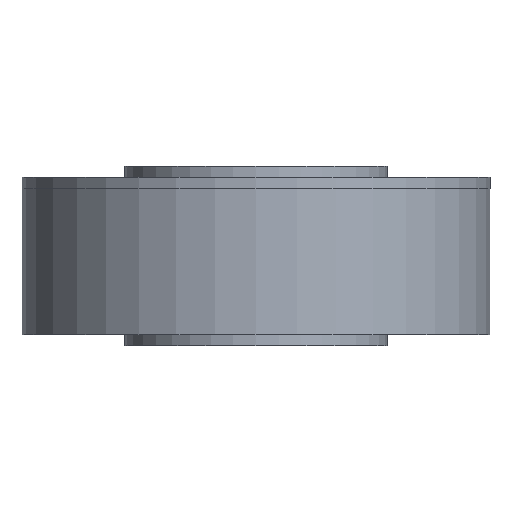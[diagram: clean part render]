
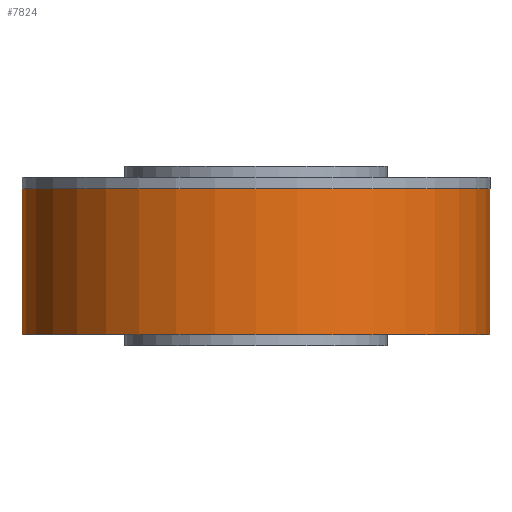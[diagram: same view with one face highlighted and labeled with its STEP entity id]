
A CAD part, left-side view. The second image highlights one B-rep face of the part: STEP entity #7824.
In plain terms, the highlighted cylindrical face has radius 62.5 mm (diameter 125 mm), a full revolution.
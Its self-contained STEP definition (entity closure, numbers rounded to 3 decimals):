
#177 = DIRECTION ( 'NONE',  ( 0., 0., -1. ) ) ;
#566 = CIRCLE ( 'NONE', #13247, 62.5 ) ;
#1273 = EDGE_CURVE ( 'NONE', #1389, #1389, #6958, .T. ) ;
#1389 = VERTEX_POINT ( 'NONE', #10717 ) ;
#1569 = CARTESIAN_POINT ( 'NONE',  ( 60.6, 15.293, -14. ) ) ;
#2401 = FACE_OUTER_BOUND ( 'NONE', #15665, .T. ) ;
#2414 = CIRCLE ( 'NONE', #22651, 62.5 ) ;
#3155 = DIRECTION ( 'NONE',  ( 0., -1., 0. ) ) ;
#3946 = EDGE_LOOP ( 'NONE', ( #16153, #18861, #19965, #7942 ) ) ;
#4118 = CARTESIAN_POINT ( 'NONE',  ( 0., 0., -14. ) ) ;
#4667 = VERTEX_POINT ( 'NONE', #24339 ) ;
#4779 = VERTEX_POINT ( 'NONE', #13273 ) ;
#4960 = CARTESIAN_POINT ( 'NONE',  ( 0., 0., 4. ) ) ;
#5395 = DIRECTION ( 'NONE',  ( 0., 0., -1. ) ) ;
#6958 = CIRCLE ( 'NONE', #20856, 62.5 ) ;
#7275 = LINE ( 'NONE', #1569, #14197 ) ;
#7824 = ADVANCED_FACE ( 'NONE', ( #15194, #2401, #11468 ), #15316, .T. ) ;
#7874 = DIRECTION ( 'NONE',  ( 0., 1., 0. ) ) ;
#7942 = ORIENTED_EDGE ( 'NONE', *, *, #18498, .T. ) ;
#8255 = VECTOR ( 'NONE', #21698, 1000. ) ;
#8657 = ORIENTED_EDGE ( 'NONE', *, *, #13302, .T. ) ;
#10683 = VERTEX_POINT ( 'NONE', #24220 ) ;
#10717 = CARTESIAN_POINT ( 'NONE',  ( 0., 62.5, -35. ) ) ;
#11468 = FACE_OUTER_BOUND ( 'NONE', #15759, .T. ) ;
#11475 = AXIS2_PLACEMENT_3D ( 'NONE', #4960, #18153, #22257 ) ;
#13247 = AXIS2_PLACEMENT_3D ( 'NONE', #20675, #24016, #3155 ) ;
#13273 = CARTESIAN_POINT ( 'NONE',  ( 60.6, -15.293, -29.1 ) ) ;
#13302 = EDGE_CURVE ( 'NONE', #10683, #10683, #13851, .T. ) ;
#13342 = ORIENTED_EDGE ( 'NONE', *, *, #1273, .F. ) ;
#13851 = CIRCLE ( 'NONE', #11475, 62.5 ) ;
#14197 = VECTOR ( 'NONE', #16722, 1000. ) ;
#14452 = CARTESIAN_POINT ( 'NONE',  ( 60.6, 15.293, -29.1 ) ) ;
#15194 = FACE_BOUND ( 'NONE', #3946, .T. ) ;
#15316 = CYLINDRICAL_SURFACE ( 'NONE', #18239, 62.5 ) ;
#15567 = DIRECTION ( 'NONE',  ( 0., 1., 0. ) ) ;
#15665 = EDGE_LOOP ( 'NONE', ( #13342 ) ) ;
#15759 = EDGE_LOOP ( 'NONE', ( #8657 ) ) ;
#16153 = ORIENTED_EDGE ( 'NONE', *, *, #23033, .T. ) ;
#16352 = LINE ( 'NONE', #23688, #8255 ) ;
#16722 = DIRECTION ( 'NONE',  ( 0., 0., -1. ) ) ;
#16828 = CARTESIAN_POINT ( 'NONE',  ( 0., 0., -35. ) ) ;
#18153 = DIRECTION ( 'NONE',  ( 0., 0., -1. ) ) ;
#18239 = AXIS2_PLACEMENT_3D ( 'NONE', #4118, #22769, #15567 ) ;
#18498 = EDGE_CURVE ( 'NONE', #4779, #20264, #16352, .T. ) ;
#18550 = EDGE_CURVE ( 'NONE', #4667, #23164, #7275, .T. ) ;
#18704 = DIRECTION ( 'NONE',  ( 0., 1., 0. ) ) ;
#18823 = CARTESIAN_POINT ( 'NONE',  ( 0., 0., -29.1 ) ) ;
#18861 = ORIENTED_EDGE ( 'NONE', *, *, #18550, .T. ) ;
#19965 = ORIENTED_EDGE ( 'NONE', *, *, #21743, .T. ) ;
#20264 = VERTEX_POINT ( 'NONE', #23957 ) ;
#20675 = CARTESIAN_POINT ( 'NONE',  ( 0., 0., 1.1 ) ) ;
#20856 = AXIS2_PLACEMENT_3D ( 'NONE', #16828, #5395, #18704 ) ;
#21698 = DIRECTION ( 'NONE',  ( 0., 0., 1. ) ) ;
#21743 = EDGE_CURVE ( 'NONE', #23164, #4779, #2414, .T. ) ;
#22257 = DIRECTION ( 'NONE',  ( 0., 1., 0. ) ) ;
#22651 = AXIS2_PLACEMENT_3D ( 'NONE', #18823, #177, #7874 ) ;
#22769 = DIRECTION ( 'NONE',  ( 0., 0., -1. ) ) ;
#23033 = EDGE_CURVE ( 'NONE', #20264, #4667, #566, .T. ) ;
#23164 = VERTEX_POINT ( 'NONE', #14452 ) ;
#23688 = CARTESIAN_POINT ( 'NONE',  ( 60.6, -15.293, -14. ) ) ;
#23957 = CARTESIAN_POINT ( 'NONE',  ( 60.6, -15.293, 1.1 ) ) ;
#24016 = DIRECTION ( 'NONE',  ( 0., 0., 1. ) ) ;
#24220 = CARTESIAN_POINT ( 'NONE',  ( 0., 62.5, 4. ) ) ;
#24339 = CARTESIAN_POINT ( 'NONE',  ( 60.6, 15.293, 1.1 ) ) ;
